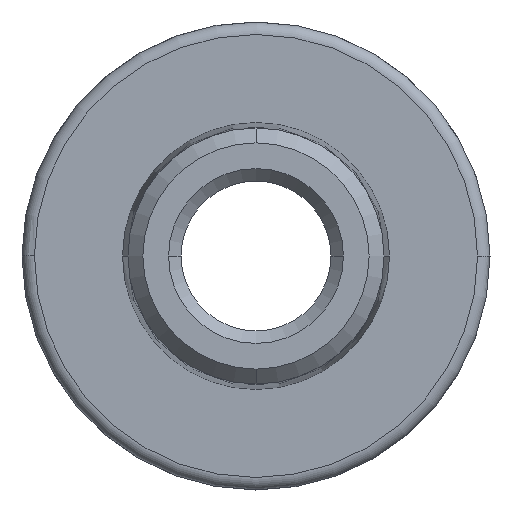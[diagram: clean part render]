
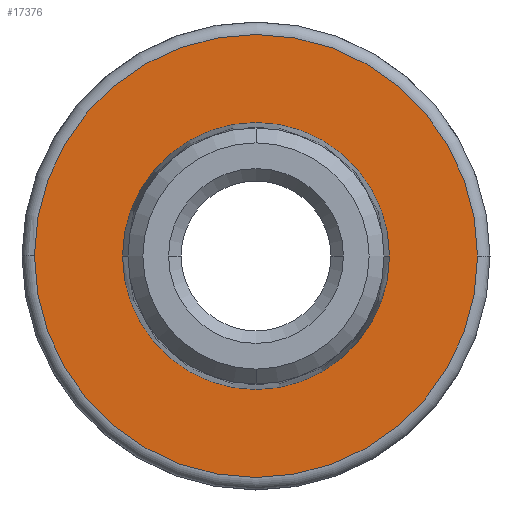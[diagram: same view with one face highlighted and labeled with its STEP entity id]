
A CAD part, front view. The second image highlights one B-rep face of the part: STEP entity #17376.
In plain terms, the highlighted planar face has unit normal (0, -1, 0).
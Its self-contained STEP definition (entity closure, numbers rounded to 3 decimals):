
#67=CARTESIAN_POINT('',(0.,-17.5,0.));
#68=DIRECTION('',(0.,1.,0.));
#69=DIRECTION('',(1.,0.,-0.005));
#70=AXIS2_PLACEMENT_3D('',#67,#68,#69);
#72=CARTESIAN_POINT('',(0.,-17.5,0.));
#73=DIRECTION('',(0.,1.,0.));
#74=DIRECTION('',(-1.,0.,0.005));
#75=AXIS2_PLACEMENT_3D('',#72,#73,#74);
#77=CARTESIAN_POINT('',(0.,-17.5,0.));
#78=DIRECTION('',(0.,-1.,0.));
#79=DIRECTION('',(-1.,0.,0.));
#80=AXIS2_PLACEMENT_3D('',#77,#78,#79);
#82=CARTESIAN_POINT('',(0.,-17.5,0.));
#83=DIRECTION('',(0.,-1.,0.));
#84=DIRECTION('',(1.,0.,0.));
#85=AXIS2_PLACEMENT_3D('',#82,#83,#84);
#87=CARTESIAN_POINT('',(0.,-17.5,0.));
#88=DIRECTION('',(0.,-1.,0.));
#89=DIRECTION('',(1.,0.,-0.005));
#90=AXIS2_PLACEMENT_3D('',#87,#88,#89);
#107=CARTESIAN_POINT('',(0.,-17.5,0.));
#108=DIRECTION('',(0.,-1.,0.));
#109=DIRECTION('',(-1.,0.,0.005));
#110=AXIS2_PLACEMENT_3D('',#107,#108,#109);
#15461=CARTESIAN_POINT('',(17.75,-17.5,-0.085));
#15462=CARTESIAN_POINT('',(-17.75,-17.5,0.));
#15463=VERTEX_POINT('',#15461);
#15464=VERTEX_POINT('',#15462);
#15465=CARTESIAN_POINT('',(17.75,-17.5,0.));
#15466=VERTEX_POINT('',#15465);
#15467=CARTESIAN_POINT('',(-17.75,-17.5,0.085));
#15468=VERTEX_POINT('',#15467);
#15469=CARTESIAN_POINT('',(-10.693,-17.5,0.));
#15470=CARTESIAN_POINT('',(10.693,-17.5,0.));
#15471=VERTEX_POINT('',#15469);
#15472=VERTEX_POINT('',#15470);
#17357=CARTESIAN_POINT('',(0.,-17.5,0.));
#17358=DIRECTION('',(0.,1.,0.));
#17359=DIRECTION('',(1.,0.,0.));
#17360=AXIS2_PLACEMENT_3D('',#17357,#17358,#17359);
#17361=PLANE('',#17360);
#17363=ORIENTED_EDGE('',*,*,#17362,.F.);
#17365=ORIENTED_EDGE('',*,*,#17364,.T.);
#17367=ORIENTED_EDGE('',*,*,#17366,.F.);
#17369=ORIENTED_EDGE('',*,*,#17368,.T.);
#17370=EDGE_LOOP('',(#17363,#17365,#17367,#17369));
#17371=FACE_OUTER_BOUND('',#17370,.F.);
#17372=ORIENTED_EDGE('',*,*,#17351,.T.);
#17373=ORIENTED_EDGE('',*,*,#17335,.T.);
#17374=EDGE_LOOP('',(#17372,#17373));
#17375=FACE_BOUND('',#17374,.F.);
#17376=ADVANCED_FACE('',(#17371,#17375),#17361,.F.);
#71=CIRCLE('',#70,17.75);
#76=CIRCLE('',#75,17.75);
#81=CIRCLE('',#80,10.693);
#86=CIRCLE('',#85,10.693);
#91=CIRCLE('',#90,17.75);
#111=CIRCLE('',#110,17.75);
#17335=EDGE_CURVE('',#15472,#15471,#86,.T.);
#17351=EDGE_CURVE('',#15471,#15472,#81,.T.);
#17362=EDGE_CURVE('',#15463,#15466,#91,.T.);
#17364=EDGE_CURVE('',#15463,#15464,#71,.T.);
#17366=EDGE_CURVE('',#15468,#15464,#111,.T.);
#17368=EDGE_CURVE('',#15468,#15466,#76,.T.);
